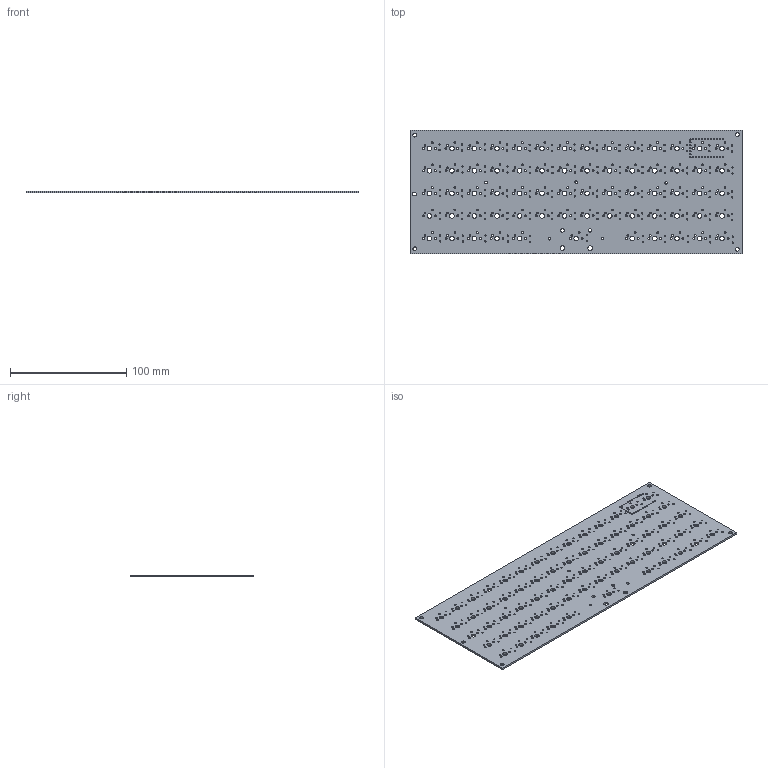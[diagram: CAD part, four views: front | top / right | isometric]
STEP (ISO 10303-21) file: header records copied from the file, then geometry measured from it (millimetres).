
FILE_DESCRIPTION(('KiCad electronic assembly'),'2;1');
FILE_NAME('75percent.step','2022-06-24T19:36:40',('Pcbnew'),('Kicad'), 'Open CASCADE STEP processor 7.5','KiCad to STEP converter','Unknown' );
FILE_SCHEMA(('AUTOMOTIVE_DESIGN { 1 0 10303 214 1 1 1 1 }'));
Length unit declared in the file: millimetre
Products named in the file (2): 75percent 1; _autosave-75ortho PCB
Assembly tree (1 placements, depth 2):
  75percent 1
    _autosave-75ortho PCB
Bounding box: 285.09 x 105.82 x 1.6 mm (x, y, z)
Volume: 45649.2 mm3; surface area: 62921.7 mm2
Topology: 1 solids, 1 shells, 518 faces, 1548 edges, 1032 vertices
Faces by surface type: cylinder 512, plane 6
Full cylindrical faces by diameter (mm): 1.092 x29, 1.1 x134, 1.5 x134, 1.7 x134, 2.2 x5, 3.05 x2, 3.2 x5, 4 x69
Entity records: 43367 total; most frequent: CARTESIAN_POINT 12340, DIRECTION 5684, ORIENTED_EDGE 3096, PCURVE 3096, DEFINITIONAL_REPRESENTATION 3096, LINE 2596, VECTOR 2596, EDGE_CURVE 1548
